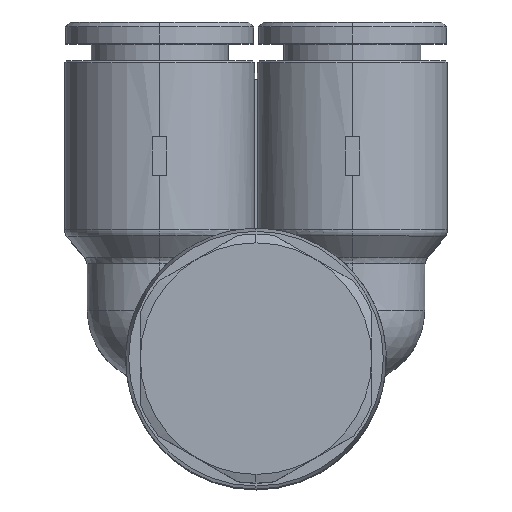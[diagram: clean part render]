
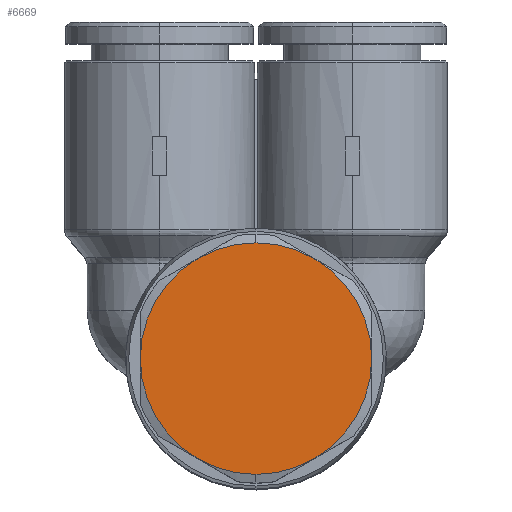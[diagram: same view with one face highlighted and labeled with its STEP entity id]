
A CAD part, top view. The second image highlights one B-rep face of the part: STEP entity #6669.
In plain terms, the highlighted planar face has unit normal (0, 0, 1).
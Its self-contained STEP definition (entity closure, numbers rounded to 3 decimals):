
#5593=CARTESIAN_POINT('',(22.,10.,15.1));
#5594=VERTEX_POINT('',#5593);
#5601=CARTESIAN_POINT('',(20.392,4.,15.1));
#5602=VERTEX_POINT('',#5601);
#5603=CARTESIAN_POINT('',(10.,10.0,15.1));
#5604=DIRECTION('',(0.0,0.0,1.0));
#5605=DIRECTION('',(-1.0,0.0,0.0));
#5606=AXIS2_PLACEMENT_3D('',#5603,#5604,#5605);
#5607=CIRCLE('',#5606,12.);
#5608=EDGE_CURVE('',#5602,#5594,#5607,.T.);
#5632=CARTESIAN_POINT('',(-2.,10.,15.1));
#5633=VERTEX_POINT('',#5632);
#5641=CARTESIAN_POINT('',(-0.392,4.0,15.1));
#5642=VERTEX_POINT('',#5641);
#5656=CARTESIAN_POINT('',(10.,10.0,15.1));
#5657=DIRECTION('',(0.0,0.0,1.0));
#5658=DIRECTION('',(-1.0,0.0,0.0));
#5659=AXIS2_PLACEMENT_3D('',#5656,#5657,#5658);
#5660=CIRCLE('',#5659,12.);
#5661=EDGE_CURVE('',#5633,#5642,#5660,.T.);
#6083=CARTESIAN_POINT('',(10.,-2.0,15.1));
#6084=VERTEX_POINT('',#6083);
#6120=CARTESIAN_POINT('',(10.,10.0,15.1));
#6121=DIRECTION('',(0.0,0.0,1.0));
#6122=DIRECTION('',(-1.0,0.0,0.0));
#6123=AXIS2_PLACEMENT_3D('',#6120,#6121,#6122);
#6124=CIRCLE('',#6123,12.);
#6125=EDGE_CURVE('',#6084,#5602,#6124,.T.);
#6172=CARTESIAN_POINT('',(10.,10.0,15.1));
#6173=DIRECTION('',(0.0,0.0,1.0));
#6174=DIRECTION('',(-1.0,0.0,0.0));
#6175=AXIS2_PLACEMENT_3D('',#6172,#6173,#6174);
#6176=CIRCLE('',#6175,12.);
#6177=EDGE_CURVE('',#5642,#6084,#6176,.T.);
#6188=CARTESIAN_POINT('',(-0.392,16.0,15.1));
#6189=VERTEX_POINT('',#6188);
#6190=CARTESIAN_POINT('',(10.,10.0,15.1));
#6191=DIRECTION('',(0.0,0.0,1.0));
#6192=DIRECTION('',(-1.0,0.0,0.0));
#6193=AXIS2_PLACEMENT_3D('',#6190,#6191,#6192);
#6194=CIRCLE('',#6193,12.);
#6195=EDGE_CURVE('',#6189,#5633,#6194,.T.);
#6242=CARTESIAN_POINT('',(10.,22.,15.1));
#6243=VERTEX_POINT('',#6242);
#6244=CARTESIAN_POINT('',(10.,10.0,15.1));
#6245=DIRECTION('',(0.0,0.0,1.0));
#6246=DIRECTION('',(-1.0,0.0,0.0));
#6247=AXIS2_PLACEMENT_3D('',#6244,#6245,#6246);
#6248=CIRCLE('',#6247,12.);
#6249=EDGE_CURVE('',#6243,#6189,#6248,.T.);
#6296=CARTESIAN_POINT('',(20.392,16.,15.1));
#6297=VERTEX_POINT('',#6296);
#6298=CARTESIAN_POINT('',(10.,10.0,15.1));
#6299=DIRECTION('',(0.0,0.0,1.0));
#6300=DIRECTION('',(-1.0,0.0,0.0));
#6301=AXIS2_PLACEMENT_3D('',#6298,#6299,#6300);
#6302=CIRCLE('',#6301,12.);
#6303=EDGE_CURVE('',#6297,#6243,#6302,.T.);
#6358=CARTESIAN_POINT('',(10.,10.0,15.1));
#6359=DIRECTION('',(0.0,0.0,1.0));
#6360=DIRECTION('',(-1.0,0.0,0.0));
#6361=AXIS2_PLACEMENT_3D('',#6358,#6359,#6360);
#6362=CIRCLE('',#6361,12.);
#6363=EDGE_CURVE('',#5594,#6297,#6362,.T.);
#6654=CARTESIAN_POINT('',(10.,10.,15.1));
#6655=DIRECTION('',(0.0,0.0,1.0));
#6656=DIRECTION('',(-1.0,0.0,0.0));
#6657=AXIS2_PLACEMENT_3D('',#6654,#6655,#6656);
#6658=PLANE('',#6657);
#6659=ORIENTED_EDGE('',*,*,#5608,.T.);
#6660=ORIENTED_EDGE('',*,*,#6363,.T.);
#6661=ORIENTED_EDGE('',*,*,#6303,.T.);
#6662=ORIENTED_EDGE('',*,*,#6249,.T.);
#6663=ORIENTED_EDGE('',*,*,#6195,.T.);
#6664=ORIENTED_EDGE('',*,*,#5661,.T.);
#6665=ORIENTED_EDGE('',*,*,#6177,.T.);
#6666=ORIENTED_EDGE('',*,*,#6125,.T.);
#6667=EDGE_LOOP('',(#6659,#6660,#6661,#6662,#6663,#6664,#6665,#6666));
#6668=FACE_OUTER_BOUND('',#6667,.T.);
#6669=ADVANCED_FACE('',(#6668),#6658,.T.);
